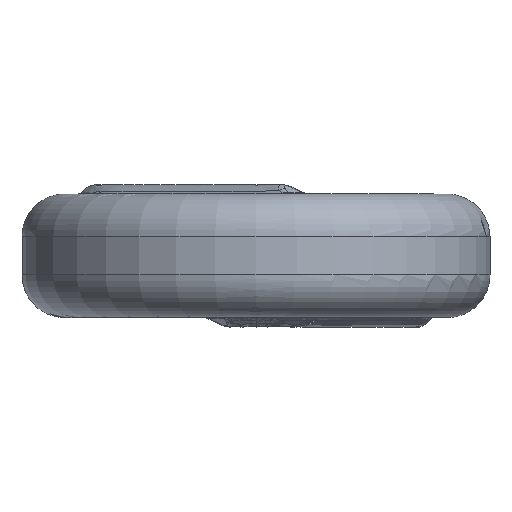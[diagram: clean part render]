
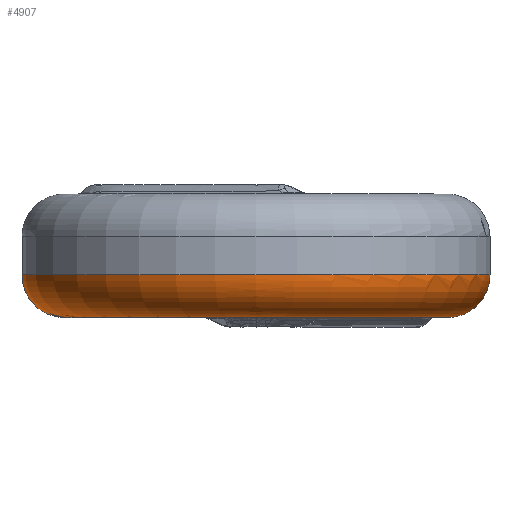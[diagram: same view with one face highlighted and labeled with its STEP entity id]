
A CAD part, top view. The second image highlights one B-rep face of the part: STEP entity #4907.
In plain terms, the highlighted toroidal (fillet/blend) face has major radius 4.5 mm and minor radius 1 mm.
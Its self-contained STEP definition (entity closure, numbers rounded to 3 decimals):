
#26=TOROIDAL_SURFACE('',#5060,4.5,1.);
#65=CIRCLE('',#5059,5.5);
#66=CIRCLE('',#5061,4.5);
#1417=ORIENTED_EDGE('',*,*,#2146,.F.);
#1418=ORIENTED_EDGE('',*,*,#2134,.T.);
#1419=ORIENTED_EDGE('',*,*,#2131,.T.);
#1420=ORIENTED_EDGE('',*,*,#2147,.F.);
#1421=ORIENTED_EDGE('',*,*,#2136,.T.);
#2131=EDGE_CURVE('',#2515,#2518,#2789,.T.);
#2134=EDGE_CURVE('',#2519,#2515,#2791,.T.);
#2136=EDGE_CURVE('',#2210,#2519,#2793,.T.);
#2146=EDGE_CURVE('',#2526,#2526,#65,.T.);
#2147=EDGE_CURVE('',#2210,#2518,#66,.F.);
#2210=VERTEX_POINT('',#5854);
#2515=VERTEX_POINT('',#10261);
#2518=VERTEX_POINT('',#10269);
#2519=VERTEX_POINT('',#10314);
#2526=VERTEX_POINT('',#10537);
#2789=B_SPLINE_CURVE_WITH_KNOTS('',3,(#10270,#10271,#10272,#10273),
 .UNSPECIFIED.,.F.,.F.,(4,4),(0.,0.001),.UNSPECIFIED.);
#2791=B_SPLINE_CURVE_WITH_KNOTS('',3,(#10325,#10326,#10327,#10328,#10329,
#10330,#10331,#10332,#10333,#10334),.UNSPECIFIED.,.F.,.F.,(4,1,1,1,1,1,
1,4),(0.,0.,0.001,0.001,
0.001,0.001,0.002,0.002),
 .UNSPECIFIED.);
#2793=B_SPLINE_CURVE_WITH_KNOTS('',3,(#10355,#10356,#10357,#10358,#10359),
 .UNSPECIFIED.,.F.,.F.,(4,1,4),(0.,0.001,0.002),
 .UNSPECIFIED.);
#3028=EDGE_LOOP('',(#1417));
#3029=EDGE_LOOP('',(#1418,#1419,#1420,#1421));
#3250=FACE_BOUND('',#3028,.T.);
#3251=FACE_BOUND('',#3029,.T.);
#4907=ADVANCED_FACE('',(#3250,#3251),#26,.T.);
#5059=AXIS2_PLACEMENT_3D('',#10536,#5521,#5522);
#5060=AXIS2_PLACEMENT_3D('',#10538,#5523,#5524);
#5061=AXIS2_PLACEMENT_3D('',#10539,#5525,#5526);
#5521=DIRECTION('',(0.,1.,0.));
#5522=DIRECTION('',(0.,0.,1.));
#5523=DIRECTION('',(0.,1.,0.));
#5524=DIRECTION('',(0.,0.,1.));
#5525=DIRECTION('',(0.,1.,0.));
#5526=DIRECTION('',(0.,0.,1.));
#5854=CARTESIAN_POINT('',(3.758,-1.45,-2.475));
#10261=CARTESIAN_POINT('',(3.124,-1.336,-3.858));
#10269=CARTESIAN_POINT('',(3.11,-1.45,-3.252));
#10270=CARTESIAN_POINT('',(3.124,-1.336,-3.858));
#10271=CARTESIAN_POINT('',(3.173,-1.399,-3.663));
#10272=CARTESIAN_POINT('',(3.195,-1.45,-3.448));
#10273=CARTESIAN_POINT('',(3.11,-1.45,-3.252));
#10314=CARTESIAN_POINT('',(3.945,-0.677,-3.795));
#10325=CARTESIAN_POINT('',(3.945,-0.677,-3.795));
#10326=CARTESIAN_POINT('',(3.846,-0.624,-3.916));
#10327=CARTESIAN_POINT('',(3.672,-0.578,-4.09));
#10328=CARTESIAN_POINT('',(3.416,-0.617,-4.295));
#10329=CARTESIAN_POINT('',(3.219,-0.707,-4.425));
#10330=CARTESIAN_POINT('',(3.048,-0.914,-4.456));
#10331=CARTESIAN_POINT('',(3.028,-1.124,-4.29));
#10332=CARTESIAN_POINT('',(3.069,-1.251,-4.084));
#10333=CARTESIAN_POINT('',(3.106,-1.311,-3.934));
#10334=CARTESIAN_POINT('',(3.124,-1.336,-3.858));
#10355=CARTESIAN_POINT('',(3.758,-1.45,-2.475));
#10356=CARTESIAN_POINT('',(3.913,-1.45,-2.719));
#10357=CARTESIAN_POINT('',(4.313,-1.184,-3.134));
#10358=CARTESIAN_POINT('',(4.118,-0.771,-3.583));
#10359=CARTESIAN_POINT('',(3.945,-0.677,-3.795));
#10536=CARTESIAN_POINT('',(0.,-0.45,0.));
#10537=CARTESIAN_POINT('',(0.,-0.45,5.5));
#10538=CARTESIAN_POINT('',(0.,-0.45,0.));
#10539=CARTESIAN_POINT('',(0.,-1.45,0.));
